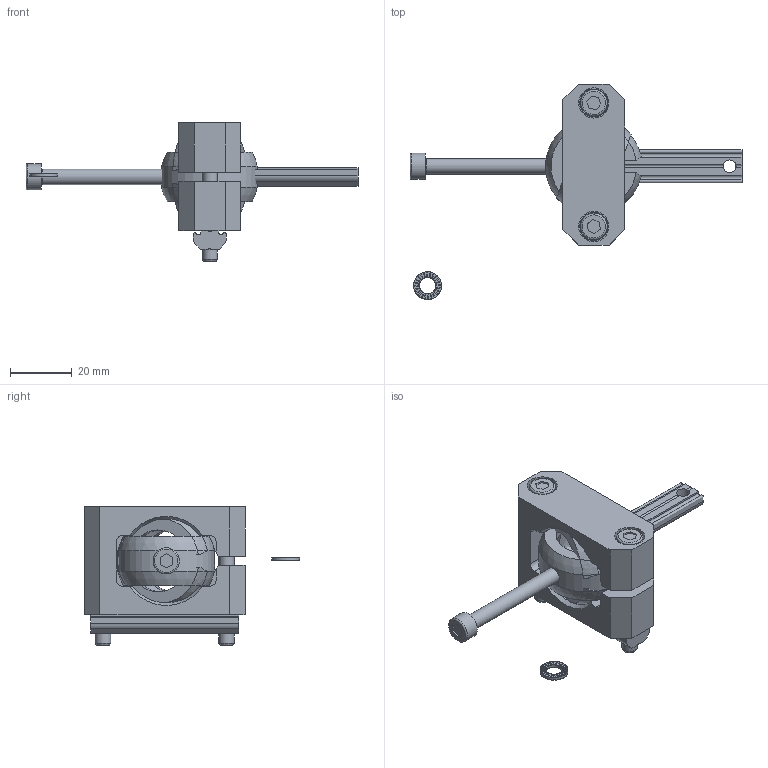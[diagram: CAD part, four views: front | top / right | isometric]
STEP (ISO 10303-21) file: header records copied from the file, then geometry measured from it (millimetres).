
FILE_DESCRIPTION( ( 'STEP AP214' ), '1' );
FILE_NAME( 'CA.KVB.KG.JU20.stp', '2014-07-17T14:08:22', ( ' ' ), ( ' ' ), 'XStep 1.0', ' ', ' ' );
FILE_SCHEMA( ( 'CONFIG_CONTROL_DESIGN) ( )' ) );
Length unit declared in the file: metre
Products named in the file (7): Assem1; KVB.KG.JU20; WSL.KG.JU.20.3; R.5.SCH; CA.GWP.5.40; V-tcei M  5 x 40
Bounding box: 107.5 x 69.64 x 45 mm (x, y, z)
Volume: 52980.4 mm3; surface area: 31472.5 mm2
Topology: 10 solids, 13 shells, 814 faces, 2353 edges, 1560 vertices
Faces by surface type: plane 708, cylinder 78, cone 14, torus 8, sphere 6
Full cylindrical faces by diameter (mm): 4.134 x4, 5 x4, 5.2 x6, 5.3 x3, 8.5 x4, 9 x3, 9.8 x4
Entity records: 10375 total; most frequent: CARTESIAN_POINT 1881, DIRECTION 1765, ORIENTED_EDGE 1722, EDGE_CURVE 861, AXIS2_PLACEMENT_3D 606, VERTEX_POINT 582, LINE 553, VECTOR 553
